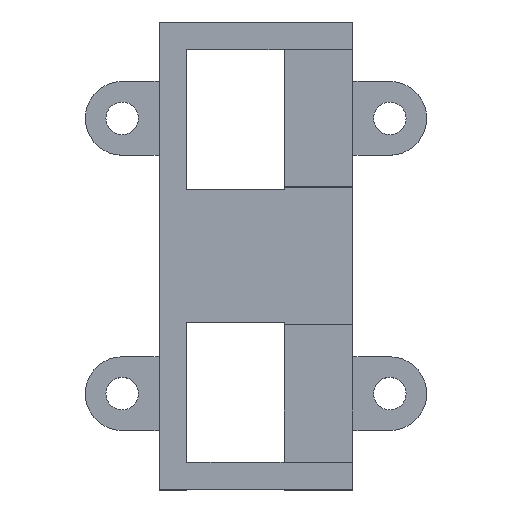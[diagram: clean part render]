
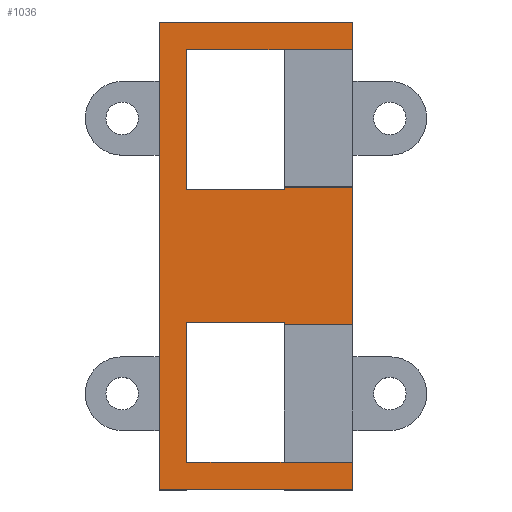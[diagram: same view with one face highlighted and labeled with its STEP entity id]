
A CAD part, top view. The second image highlights one B-rep face of the part: STEP entity #1036.
In plain terms, the highlighted planar face has unit normal (0, 0, 1).
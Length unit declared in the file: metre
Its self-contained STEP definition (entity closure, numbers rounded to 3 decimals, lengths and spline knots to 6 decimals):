
#36=ORIENTED_EDGE('',*,*,#340,.F.);
#37=ORIENTED_EDGE('',*,*,#341,.T.);
#38=ORIENTED_EDGE('',*,*,#342,.F.);
#39=ORIENTED_EDGE('',*,*,#343,.F.);
#40=ORIENTED_EDGE('',*,*,#344,.F.);
#41=ORIENTED_EDGE('',*,*,#345,.T.);
#42=ORIENTED_EDGE('',*,*,#346,.F.);
#43=ORIENTED_EDGE('',*,*,#347,.F.);
#44=ORIENTED_EDGE('',*,*,#348,.T.);
#45=ORIENTED_EDGE('',*,*,#349,.T.);
#46=ORIENTED_EDGE('',*,*,#350,.F.);
#47=ORIENTED_EDGE('',*,*,#351,.F.);
#48=ORIENTED_EDGE('',*,*,#352,.T.);
#49=ORIENTED_EDGE('',*,*,#353,.T.);
#50=ORIENTED_EDGE('',*,*,#354,.T.);
#51=ORIENTED_EDGE('',*,*,#355,.T.);
#52=ORIENTED_EDGE('',*,*,#356,.F.);
#53=ORIENTED_EDGE('',*,*,#357,.F.);
#54=ORIENTED_EDGE('',*,*,#358,.T.);
#55=ORIENTED_EDGE('',*,*,#359,.T.);
#56=ORIENTED_EDGE('',*,*,#360,.F.);
#57=ORIENTED_EDGE('',*,*,#361,.T.);
#340=EDGE_CURVE('',#492,#493,#595,.T.);
#341=EDGE_CURVE('',#492,#494,#596,.T.);
#342=EDGE_CURVE('',#495,#494,#597,.T.);
#343=EDGE_CURVE('',#496,#495,#598,.T.);
#344=EDGE_CURVE('',#497,#496,#599,.T.);
#345=EDGE_CURVE('',#497,#498,#600,.T.);
#346=EDGE_CURVE('',#499,#498,#601,.T.);
#347=EDGE_CURVE('',#500,#499,#602,.T.);
#348=EDGE_CURVE('',#500,#501,#603,.T.);
#349=EDGE_CURVE('',#501,#502,#604,.T.);
#350=EDGE_CURVE('',#503,#502,#605,.T.);
#351=EDGE_CURVE('',#504,#503,#606,.T.);
#352=EDGE_CURVE('',#504,#505,#607,.T.);
#353=EDGE_CURVE('',#505,#506,#608,.T.);
#354=EDGE_CURVE('',#506,#507,#609,.T.);
#355=EDGE_CURVE('',#507,#508,#610,.T.);
#356=EDGE_CURVE('',#509,#508,#611,.T.);
#357=EDGE_CURVE('',#510,#509,#612,.T.);
#358=EDGE_CURVE('',#510,#511,#613,.T.);
#359=EDGE_CURVE('',#511,#512,#614,.T.);
#360=EDGE_CURVE('',#513,#512,#615,.T.);
#361=EDGE_CURVE('',#513,#493,#616,.T.);
#492=VERTEX_POINT('',#1442);
#493=VERTEX_POINT('',#1443);
#494=VERTEX_POINT('',#1445);
#495=VERTEX_POINT('',#1447);
#496=VERTEX_POINT('',#1449);
#497=VERTEX_POINT('',#1451);
#498=VERTEX_POINT('',#1453);
#499=VERTEX_POINT('',#1455);
#500=VERTEX_POINT('',#1457);
#501=VERTEX_POINT('',#1459);
#502=VERTEX_POINT('',#1461);
#503=VERTEX_POINT('',#1463);
#504=VERTEX_POINT('',#1465);
#505=VERTEX_POINT('',#1467);
#506=VERTEX_POINT('',#1469);
#507=VERTEX_POINT('',#1471);
#508=VERTEX_POINT('',#1473);
#509=VERTEX_POINT('',#1475);
#510=VERTEX_POINT('',#1477);
#511=VERTEX_POINT('',#1479);
#512=VERTEX_POINT('',#1481);
#513=VERTEX_POINT('',#1483);
#595=LINE('',#1441,#731);
#596=LINE('',#1444,#732);
#597=LINE('',#1446,#733);
#598=LINE('',#1448,#734);
#599=LINE('',#1450,#735);
#600=LINE('',#1452,#736);
#601=LINE('',#1454,#737);
#602=LINE('',#1456,#738);
#603=LINE('',#1458,#739);
#604=LINE('',#1460,#740);
#605=LINE('',#1462,#741);
#606=LINE('',#1464,#742);
#607=LINE('',#1466,#743);
#608=LINE('',#1468,#744);
#609=LINE('',#1470,#745);
#610=LINE('',#1472,#746);
#611=LINE('',#1474,#747);
#612=LINE('',#1476,#748);
#613=LINE('',#1478,#749);
#614=LINE('',#1480,#750);
#615=LINE('',#1482,#751);
#616=LINE('',#1484,#752);
#731=VECTOR('',#1171,1.);
#732=VECTOR('',#1172,1.);
#733=VECTOR('',#1173,1.);
#734=VECTOR('',#1174,1.);
#735=VECTOR('',#1175,1.);
#736=VECTOR('',#1176,1.);
#737=VECTOR('',#1177,1.);
#738=VECTOR('',#1178,1.);
#739=VECTOR('',#1179,1.);
#740=VECTOR('',#1180,1.);
#741=VECTOR('',#1181,1.);
#742=VECTOR('',#1182,1.);
#743=VECTOR('',#1183,1.);
#744=VECTOR('',#1184,1.);
#745=VECTOR('',#1185,1.);
#746=VECTOR('',#1186,1.);
#747=VECTOR('',#1187,1.);
#748=VECTOR('',#1188,1.);
#749=VECTOR('',#1189,1.);
#750=VECTOR('',#1190,1.);
#751=VECTOR('',#1191,1.);
#752=VECTOR('',#1192,1.);
#867=EDGE_LOOP('',(#36,#37,#38,#39,#40,#41,#42,#43,#44,#45,#46,#47,#48,
#49,#50,#51,#52,#53,#54,#55,#56,#57));
#930=FACE_BOUND('',#867,.T.);
#993=PLANE('',#1100);
#1036=ADVANCED_FACE('',(#930),#993,.T.);
#1100=AXIS2_PLACEMENT_3D('',#1440,#1169,#1170);
#1169=DIRECTION('',(0.,0.,1.));
#1170=DIRECTION('',(1.,0.,0.));
#1171=DIRECTION('',(-1.,0.,0.));
#1172=DIRECTION('',(1.,0.,0.));
#1173=DIRECTION('',(0.,-1.,0.));
#1174=DIRECTION('',(1.,0.,0.));
#1175=DIRECTION('',(0.,1.,0.));
#1176=DIRECTION('',(1.,0.,0.));
#1177=DIRECTION('',(0.,-1.,0.));
#1178=DIRECTION('',(1.,0.,0.));
#1179=DIRECTION('',(-1.,0.,0.));
#1180=DIRECTION('',(-0.019,-1.,0.));
#1181=DIRECTION('',(1.,0.,0.));
#1182=DIRECTION('',(0.,-1.,0.));
#1183=DIRECTION('',(-1.,0.,0.));
#1184=DIRECTION('',(0.,1.,0.));
#1185=DIRECTION('',(1.,0.,0.));
#1186=DIRECTION('',(0.,-1.,0.));
#1187=DIRECTION('',(-1.,0.,0.));
#1188=DIRECTION('',(0.,-1.,0.));
#1189=DIRECTION('',(-1.,0.,0.));
#1190=DIRECTION('',(0.,-1.,0.));
#1191=DIRECTION('',(1.,0.,0.));
#1192=DIRECTION('',(0.,1.,0.));
#1440=CARTESIAN_POINT('',(-0.00259,0.,0.003429));
#1441=CARTESIAN_POINT('',(-0.00894,0.01905,0.003429));
#1442=CARTESIAN_POINT('',(0.,0.01905,0.003429));
#1443=CARTESIAN_POINT('',(-0.00899,0.01905,0.003429));
#1444=CARTESIAN_POINT('',(-0.00259,0.01905,0.003429));
#1445=CARTESIAN_POINT('',(0.00635,0.01905,0.003429));
#1446=CARTESIAN_POINT('',(0.00635,0.02032,0.003429));
#1447=CARTESIAN_POINT('',(0.00635,0.02159,0.003429));
#1448=CARTESIAN_POINT('',(-0.01021,0.02159,0.003429));
#1449=CARTESIAN_POINT('',(-0.01153,0.02159,0.003429));
#1450=CARTESIAN_POINT('',(-0.01153,0.02032,0.003429));
#1451=CARTESIAN_POINT('',(-0.01153,-0.02159,0.003429));
#1452=CARTESIAN_POINT('',(-0.001294,-0.02159,0.003429));
#1453=CARTESIAN_POINT('',(0.00635,-0.02159,0.003429));
#1454=CARTESIAN_POINT('',(0.00635,0.02032,0.003429));
#1455=CARTESIAN_POINT('',(0.00635,-0.01905,0.003429));
#1456=CARTESIAN_POINT('',(-0.00259,-0.01905,0.003429));
#1457=CARTESIAN_POINT('',(0.,-0.01905,0.003429));
#1458=CARTESIAN_POINT('',(-0.00127,-0.01905,0.003429));
#1459=CARTESIAN_POINT('',(-0.00254,-0.01905,0.003429));
#1460=CARTESIAN_POINT('',(-0.00254,-0.01905,0.003429));
#1461=CARTESIAN_POINT('',(-0.00254,-0.01905,0.003429));
#1462=CARTESIAN_POINT('',(-0.005715,-0.01905,0.003429));
#1463=CARTESIAN_POINT('',(-0.00889,-0.01905,0.003429));
#1464=CARTESIAN_POINT('',(-0.00889,-0.01905,0.003429));
#1465=CARTESIAN_POINT('',(-0.00889,-0.01905,0.003429));
#1466=CARTESIAN_POINT('',(-0.00894,-0.01905,0.003429));
#1467=CARTESIAN_POINT('',(-0.00899,-0.01905,0.003429));
#1468=CARTESIAN_POINT('',(-0.00899,-0.018923,0.003429));
#1469=CARTESIAN_POINT('',(-0.00899,-0.006096,0.003429));
#1470=CARTESIAN_POINT('',(-0.004445,-0.006096,0.003429));
#1471=CARTESIAN_POINT('',(0.,-0.006096,0.003429));
#1472=CARTESIAN_POINT('',(0.,-0.006223,0.003429));
#1473=CARTESIAN_POINT('',(0.,-0.00635,0.003429));
#1474=CARTESIAN_POINT('',(-0.00259,-0.00635,0.003429));
#1475=CARTESIAN_POINT('',(0.00635,-0.00635,0.003429));
#1476=CARTESIAN_POINT('',(0.00635,0.02032,0.003429));
#1477=CARTESIAN_POINT('',(0.00635,0.00635,0.003429));
#1478=CARTESIAN_POINT('',(-0.00259,0.00635,0.003429));
#1479=CARTESIAN_POINT('',(0.,0.00635,0.003429));
#1480=CARTESIAN_POINT('',(0.,0.0127,0.003429));
#1481=CARTESIAN_POINT('',(0.,0.006096,0.003429));
#1482=CARTESIAN_POINT('',(-0.004445,0.006096,0.003429));
#1483=CARTESIAN_POINT('',(-0.00899,0.006096,0.003429));
#1484=CARTESIAN_POINT('',(-0.00899,0.012446,0.003429));
